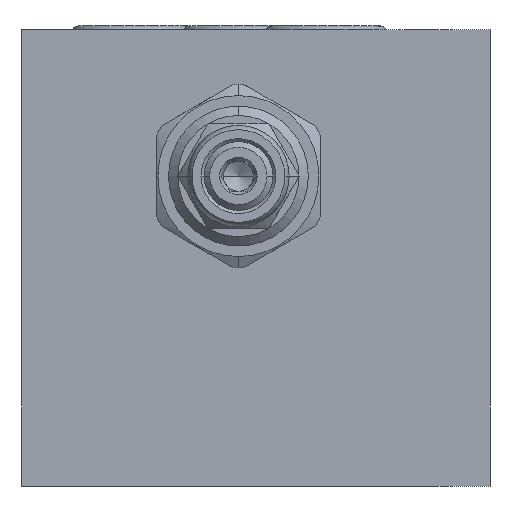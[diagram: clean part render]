
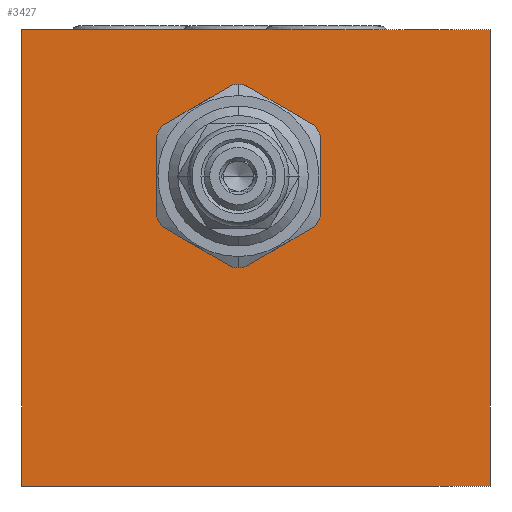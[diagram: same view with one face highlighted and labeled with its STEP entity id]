
A CAD part, front view. The second image highlights one B-rep face of the part: STEP entity #3427.
In plain terms, the highlighted planar face has unit normal (0, -1, 0).
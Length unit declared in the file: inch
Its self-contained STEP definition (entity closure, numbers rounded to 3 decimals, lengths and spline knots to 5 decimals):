
#5=DIRECTION('',(1.,0.,0.));
#6=VECTOR('',#5,2.5);
#7=CARTESIAN_POINT('',(0.,-3.,0.));
#8=LINE('',#7,#6);
#387=DIRECTION('',(0.,0.,1.));
#388=VECTOR('',#387,2.438);
#389=CARTESIAN_POINT('',(2.5,-3.,0.));
#390=LINE('',#389,#388);
#391=DIRECTION('',(0.,0.,1.));
#392=VECTOR('',#391,2.438);
#393=CARTESIAN_POINT('',(0.,-3.,0.));
#394=LINE('',#393,#392);
#395=CARTESIAN_POINT('',(1.156,-3.,1.656));
#396=DIRECTION('',(0.,1.,0.));
#397=DIRECTION('',(0.,0.,-1.));
#398=AXIS2_PLACEMENT_3D('',#395,#396,#397);
#400=CARTESIAN_POINT('',(1.156,-3.,1.656));
#401=DIRECTION('',(0.,1.,0.));
#402=DIRECTION('',(0.,0.,1.));
#403=AXIS2_PLACEMENT_3D('',#400,#401,#402);
#417=DIRECTION('',(1.,0.,0.));
#418=VECTOR('',#417,2.5);
#419=CARTESIAN_POINT('',(0.,-3.,2.438));
#420=LINE('',#419,#418);
#2988=CARTESIAN_POINT('',(0.,-3.,0.));
#2990=VERTEX_POINT('',#2988);
#2991=CARTESIAN_POINT('',(2.5,-3.,0.));
#2992=VERTEX_POINT('',#2991);
#2996=CARTESIAN_POINT('',(0.,-3.,2.438));
#2998=VERTEX_POINT('',#2996);
#2999=CARTESIAN_POINT('',(2.5,-3.,2.438));
#3000=VERTEX_POINT('',#2999);
#3132=CARTESIAN_POINT('',(1.156,-3.,1.2255));
#3133=CARTESIAN_POINT('',(1.156,-3.,2.0865));
#3134=VERTEX_POINT('',#3132);
#3135=VERTEX_POINT('',#3133);
#3409=CARTESIAN_POINT('',(0.,-3.,0.));
#3410=DIRECTION('',(0.,-1.,0.));
#3411=DIRECTION('',(1.,0.,0.));
#3412=AXIS2_PLACEMENT_3D('',#3409,#3410,#3411);
#3413=PLANE('',#3412);
#3414=ORIENTED_EDGE('',*,*,#3303,.F.);
#3415=ORIENTED_EDGE('',*,*,#3370,.T.);
#3417=ORIENTED_EDGE('',*,*,#3416,.T.);
#3418=ORIENTED_EDGE('',*,*,#3401,.F.);
#3419=EDGE_LOOP('',(#3414,#3415,#3417,#3418));
#3420=FACE_OUTER_BOUND('',#3419,.F.);
#3422=ORIENTED_EDGE('',*,*,#3421,.F.);
#3424=ORIENTED_EDGE('',*,*,#3423,.F.);
#3425=EDGE_LOOP('',(#3422,#3424));
#3426=FACE_BOUND('',#3425,.F.);
#3427=ADVANCED_FACE('',(#3420,#3426),#3413,.T.);
#399=CIRCLE('',#398,0.4305);
#404=CIRCLE('',#403,0.4305);
#3303=EDGE_CURVE('',#2990,#2992,#8,.T.);
#3370=EDGE_CURVE('',#2990,#2998,#394,.T.);
#3401=EDGE_CURVE('',#2992,#3000,#390,.T.);
#3416=EDGE_CURVE('',#2998,#3000,#420,.T.);
#3421=EDGE_CURVE('',#3134,#3135,#399,.T.);
#3423=EDGE_CURVE('',#3135,#3134,#404,.T.);
